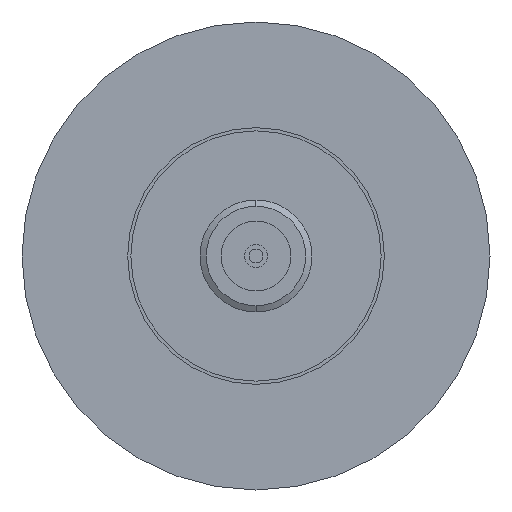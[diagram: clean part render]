
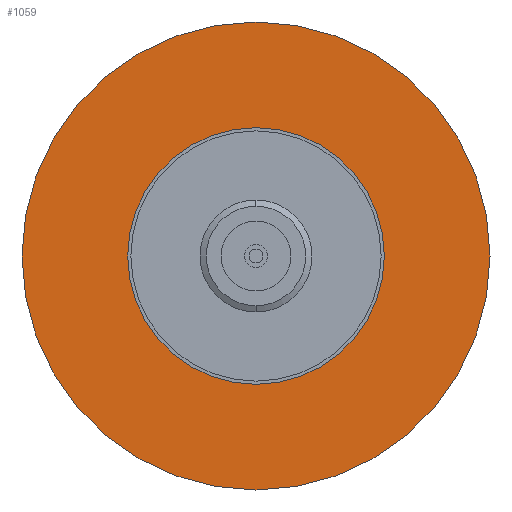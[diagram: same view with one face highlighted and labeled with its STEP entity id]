
A CAD part, left-side view. The second image highlights one B-rep face of the part: STEP entity #1059.
In plain terms, the highlighted planar face has unit normal (-1, 0, 0).
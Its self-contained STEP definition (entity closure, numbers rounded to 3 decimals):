
#79 = EDGE_LOOP ( 'NONE', ( #1277, #269 ) ) ;
#130 = CARTESIAN_POINT ( 'NONE',  ( 0., 0., -15.05 ) ) ;
#184 = EDGE_CURVE ( 'NONE', #1560, #1184, #1341, .T. ) ;
#195 = AXIS2_PLACEMENT_3D ( 'NONE', #222, #1267, #364 ) ;
#208 = DIRECTION ( 'NONE',  ( -1., 0., 0. ) ) ;
#222 = CARTESIAN_POINT ( 'NONE',  ( 0., 0., 0. ) ) ;
#226 = DIRECTION ( 'NONE',  ( 0., 0., -1. ) ) ;
#239 = CARTESIAN_POINT ( 'NONE',  ( 0., 0., 0. ) ) ;
#266 = EDGE_CURVE ( 'NONE', #1344, #998, #721, .T. ) ;
#269 = ORIENTED_EDGE ( 'NONE', *, *, #266, .F. ) ;
#333 = EDGE_LOOP ( 'NONE', ( #373, #708 ) ) ;
#357 = CARTESIAN_POINT ( 'NONE',  ( 0., 0., 15.05 ) ) ;
#364 = DIRECTION ( 'NONE',  ( 0., 0., 1. ) ) ;
#373 = ORIENTED_EDGE ( 'NONE', *, *, #184, .T. ) ;
#501 = AXIS2_PLACEMENT_3D ( 'NONE', #1614, #1370, #226 ) ;
#505 = CARTESIAN_POINT ( 'NONE',  ( 0., 0., 0. ) ) ;
#529 = DIRECTION ( 'NONE',  ( 0., 0., 1. ) ) ;
#571 = CARTESIAN_POINT ( 'NONE',  ( 0., 0., 0. ) ) ;
#678 = DIRECTION ( 'NONE',  ( -1., 0., 0. ) ) ;
#708 = ORIENTED_EDGE ( 'NONE', *, *, #790, .T. ) ;
#721 = CIRCLE ( 'NONE', #1456, 8.25 ) ;
#790 = EDGE_CURVE ( 'NONE', #1184, #1560, #1536, .T. ) ;
#998 = VERTEX_POINT ( 'NONE', #1252 ) ;
#1051 = CIRCLE ( 'NONE', #1428, 8.25 ) ;
#1059 = ADVANCED_FACE ( 'NONE', ( #1552, #1225 ), #1491, .F. ) ;
#1116 = EDGE_CURVE ( 'NONE', #998, #1344, #1051, .T. ) ;
#1184 = VERTEX_POINT ( 'NONE', #130 ) ;
#1190 = CARTESIAN_POINT ( 'NONE',  ( 0., 0., -8.25 ) ) ;
#1225 = FACE_OUTER_BOUND ( 'NONE', #333, .T. ) ;
#1252 = CARTESIAN_POINT ( 'NONE',  ( 0., 0., 8.25 ) ) ;
#1265 = AXIS2_PLACEMENT_3D ( 'NONE', #571, #678, #1326 ) ;
#1267 = DIRECTION ( 'NONE',  ( -1., 0., 0. ) ) ;
#1277 = ORIENTED_EDGE ( 'NONE', *, *, #1116, .F. ) ;
#1326 = DIRECTION ( 'NONE',  ( 0., 0., 1. ) ) ;
#1341 = CIRCLE ( 'NONE', #195, 15.05 ) ;
#1344 = VERTEX_POINT ( 'NONE', #1190 ) ;
#1370 = DIRECTION ( 'NONE',  ( 1., 0., 0. ) ) ;
#1399 = DIRECTION ( 'NONE',  ( 0., 0., 1. ) ) ;
#1428 = AXIS2_PLACEMENT_3D ( 'NONE', #239, #1538, #1399 ) ;
#1456 = AXIS2_PLACEMENT_3D ( 'NONE', #505, #208, #529 ) ;
#1491 = PLANE ( 'NONE',  #501 ) ;
#1536 = CIRCLE ( 'NONE', #1265, 15.05 ) ;
#1538 = DIRECTION ( 'NONE',  ( -1., 0., 0. ) ) ;
#1552 = FACE_BOUND ( 'NONE', #79, .T. ) ;
#1560 = VERTEX_POINT ( 'NONE', #357 ) ;
#1614 = CARTESIAN_POINT ( 'NONE',  ( 0., 0., -15.05 ) ) ;
